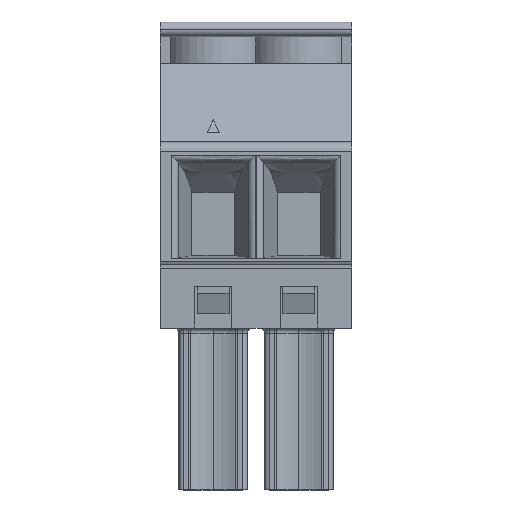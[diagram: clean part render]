
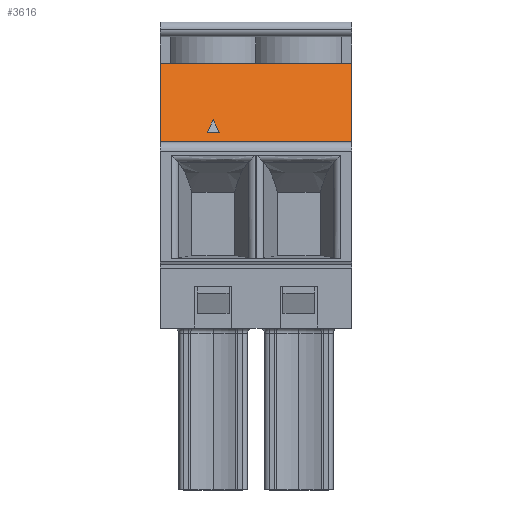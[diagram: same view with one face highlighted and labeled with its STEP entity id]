
A CAD part, top view. The second image highlights one B-rep face of the part: STEP entity #3616.
In plain terms, the highlighted planar face has unit normal (0, 0.346, 0.938).
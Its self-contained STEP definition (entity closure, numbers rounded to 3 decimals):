
#200 = CARTESIAN_POINT ( 'NONE',  ( 7.8, 14.6, 8.852 ) ) ;
#705 = VECTOR ( 'NONE', #7989, 1000. ) ;
#1240 = ORIENTED_EDGE ( 'NONE', *, *, #7853, .F. ) ;
#3189 = EDGE_LOOP ( 'NONE', ( #27954, #6737, #11907, #15242 ) ) ;
#3616 = ADVANCED_FACE ( 'NONE', ( #23627, #4426 ), #28080, .T. ) ;
#4426 = FACE_OUTER_BOUND ( 'NONE', #3189, .T. ) ;
#5352 = LINE ( 'NONE', #16485, #11925 ) ;
#5404 = DIRECTION ( 'NONE',  ( -0.425, 0.849, -0.313 ) ) ;
#5508 = VERTEX_POINT ( 'NONE', #22703 ) ;
#5546 = CARTESIAN_POINT ( 'NONE',  ( 1.9, 14.6, 8.852 ) ) ;
#5896 = CARTESIAN_POINT ( 'NONE',  ( 7.8, 14.2, 9. ) ) ;
#6658 = DIRECTION ( 'NONE',  ( 1., 0., 0. ) ) ;
#6725 = CARTESIAN_POINT ( 'NONE',  ( 7.8, 14.2, 9. ) ) ;
#6737 = ORIENTED_EDGE ( 'NONE', *, *, #22100, .F. ) ;
#6862 = DIRECTION ( 'NONE',  ( 0., -0.938, 0.346 ) ) ;
#7349 = AXIS2_PLACEMENT_3D ( 'NONE', #6725, #19021, #6862 ) ;
#7423 = CARTESIAN_POINT ( 'NONE',  ( 0., 14.2, 9. ) ) ;
#7853 = EDGE_CURVE ( 'NONE', #20095, #23943, #14157, .T. ) ;
#7964 = DIRECTION ( 'NONE',  ( -1., 0., 0. ) ) ;
#7989 = DIRECTION ( 'NONE',  ( 0., 0.938, -0.346 ) ) ;
#8453 = ORIENTED_EDGE ( 'NONE', *, *, #24294, .F. ) ;
#8479 = LINE ( 'NONE', #5896, #16243 ) ;
#9288 = EDGE_CURVE ( 'NONE', #18645, #22460, #5352, .T. ) ;
#10454 = VECTOR ( 'NONE', #12279, 1000. ) ;
#11907 = ORIENTED_EDGE ( 'NONE', *, *, #11953, .T. ) ;
#11925 = VECTOR ( 'NONE', #16354, 1000. ) ;
#11953 = EDGE_CURVE ( 'NONE', #14636, #18645, #8479, .T. ) ;
#12134 = CARTESIAN_POINT ( 'NONE',  ( 2.8, 16.401, 8.189 ) ) ;
#12279 = DIRECTION ( 'NONE',  ( -0.425, -0.849, 0.313 ) ) ;
#14157 = LINE ( 'NONE', #12134, #10454 ) ;
#14405 = LINE ( 'NONE', #7423, #705 ) ;
#14433 = EDGE_CURVE ( 'NONE', #5508, #22460, #14405, .T. ) ;
#14438 = CARTESIAN_POINT ( 'NONE',  ( 2.15, 15.1, 8.668 ) ) ;
#14586 = CARTESIAN_POINT ( 'NONE',  ( 2.4, 14.6, 8.852 ) ) ;
#14636 = VERTEX_POINT ( 'NONE', #21869 ) ;
#15242 = ORIENTED_EDGE ( 'NONE', *, *, #9288, .T. ) ;
#15821 = VECTOR ( 'NONE', #6658, 1000. ) ;
#16243 = VECTOR ( 'NONE', #17299, 1000. ) ;
#16354 = DIRECTION ( 'NONE',  ( -1., 0., 0. ) ) ;
#16485 = CARTESIAN_POINT ( 'NONE',  ( 7.8, 17.4, 7.82 ) ) ;
#17299 = DIRECTION ( 'NONE',  ( 0., 0.938, -0.346 ) ) ;
#18540 = LINE ( 'NONE', #20567, #24466 ) ;
#18645 = VERTEX_POINT ( 'NONE', #24720 ) ;
#19021 = DIRECTION ( 'NONE',  ( 0., 0.346, 0.938 ) ) ;
#19254 = EDGE_LOOP ( 'NONE', ( #21021, #8453, #1240 ) ) ;
#19383 = LINE ( 'NONE', #28150, #26751 ) ;
#20095 = VERTEX_POINT ( 'NONE', #14438 ) ;
#20168 = VERTEX_POINT ( 'NONE', #14586 ) ;
#20567 = CARTESIAN_POINT ( 'NONE',  ( 3.538, 12.324, 9.692 ) ) ;
#21021 = ORIENTED_EDGE ( 'NONE', *, *, #23944, .F. ) ;
#21820 = LINE ( 'NONE', #200, #15821 ) ;
#21869 = CARTESIAN_POINT ( 'NONE',  ( 7.8, 14.2, 9. ) ) ;
#22100 = EDGE_CURVE ( 'NONE', #14636, #5508, #19383, .T. ) ;
#22460 = VERTEX_POINT ( 'NONE', #24559 ) ;
#22703 = CARTESIAN_POINT ( 'NONE',  ( 0., 14.2, 9. ) ) ;
#23627 = FACE_BOUND ( 'NONE', #19254, .T. ) ;
#23943 = VERTEX_POINT ( 'NONE', #5546 ) ;
#23944 = EDGE_CURVE ( 'NONE', #20168, #20095, #18540, .T. ) ;
#24294 = EDGE_CURVE ( 'NONE', #23943, #20168, #21820, .T. ) ;
#24466 = VECTOR ( 'NONE', #5404, 1000. ) ;
#24559 = CARTESIAN_POINT ( 'NONE',  ( 0., 17.4, 7.82 ) ) ;
#24720 = CARTESIAN_POINT ( 'NONE',  ( 7.8, 17.4, 7.82 ) ) ;
#26751 = VECTOR ( 'NONE', #7964, 1000. ) ;
#27954 = ORIENTED_EDGE ( 'NONE', *, *, #14433, .F. ) ;
#28080 = PLANE ( 'NONE',  #7349 ) ;
#28150 = CARTESIAN_POINT ( 'NONE',  ( 7.8, 14.2, 9. ) ) ;
